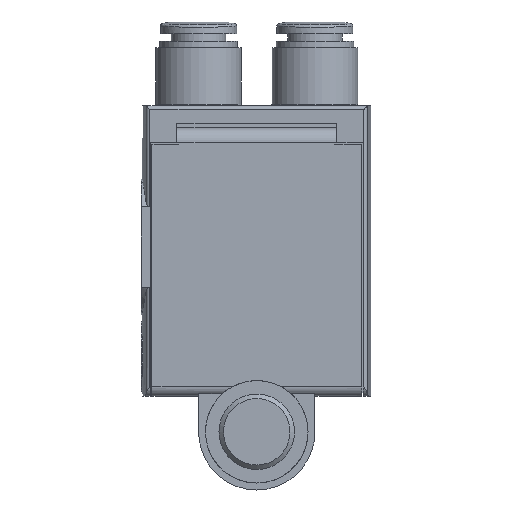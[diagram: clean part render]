
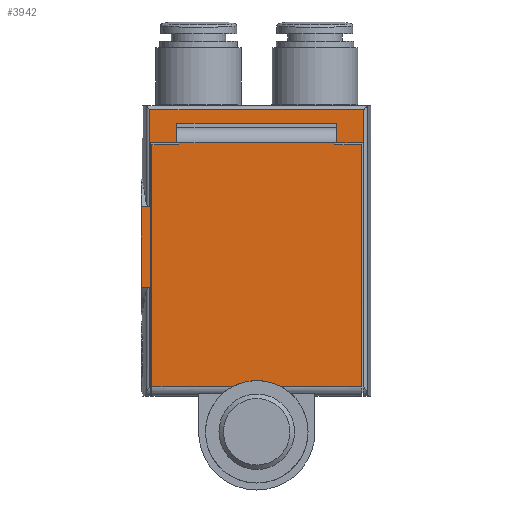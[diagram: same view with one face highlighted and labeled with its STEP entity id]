
A CAD part, front view. The second image highlights one B-rep face of the part: STEP entity #3942.
In plain terms, the highlighted planar face has unit normal (0, -1, 0).
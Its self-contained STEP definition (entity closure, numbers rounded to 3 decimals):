
#45=PLANE('',#4148);
#223=LINE('',#5251,#467);
#224=LINE('',#5259,#468);
#237=LINE('',#5310,#481);
#239=LINE('',#5324,#483);
#241=LINE('',#5342,#485);
#242=LINE('',#5344,#486);
#243=LINE('',#5346,#487);
#244=LINE('',#5348,#488);
#245=LINE('',#5350,#489);
#246=LINE('',#5351,#490);
#247=LINE('',#5353,#491);
#248=LINE('',#5355,#492);
#249=LINE('',#5357,#493);
#250=LINE('',#5359,#494);
#251=LINE('',#5361,#495);
#252=LINE('',#5363,#496);
#253=LINE('',#5364,#497);
#254=LINE('',#5366,#498);
#255=LINE('',#5368,#499);
#256=LINE('',#5370,#500);
#257=LINE('',#5372,#501);
#258=LINE('',#5373,#502);
#259=LINE('',#5376,#503);
#260=LINE('',#5378,#504);
#261=LINE('',#5380,#505);
#467=VECTOR('',#4441,1000.);
#468=VECTOR('',#4444,1000.);
#481=VECTOR('',#4481,1000.);
#483=VECTOR('',#4485,1000.);
#485=VECTOR('',#4493,1000.);
#486=VECTOR('',#4494,1000.);
#487=VECTOR('',#4495,1000.);
#488=VECTOR('',#4496,1000.);
#489=VECTOR('',#4497,1000.);
#490=VECTOR('',#4498,1000.);
#491=VECTOR('',#4499,1000.);
#492=VECTOR('',#4500,1000.);
#493=VECTOR('',#4501,1000.);
#494=VECTOR('',#4502,1000.);
#495=VECTOR('',#4503,1000.);
#496=VECTOR('',#4504,1000.);
#497=VECTOR('',#4505,1000.);
#498=VECTOR('',#4506,1000.);
#499=VECTOR('',#4507,1000.);
#500=VECTOR('',#4508,1000.);
#501=VECTOR('',#4509,1000.);
#502=VECTOR('',#4510,1000.);
#503=VECTOR('',#4511,1000.);
#504=VECTOR('',#4512,1000.);
#505=VECTOR('',#4513,1000.);
#774=ORIENTED_EDGE('',*,*,#1576,.F.);
#775=ORIENTED_EDGE('',*,*,#1543,.F.);
#776=ORIENTED_EDGE('',*,*,#1577,.F.);
#777=ORIENTED_EDGE('',*,*,#1578,.T.);
#778=ORIENTED_EDGE('',*,*,#1579,.T.);
#779=ORIENTED_EDGE('',*,*,#1580,.T.);
#780=ORIENTED_EDGE('',*,*,#1581,.T.);
#781=ORIENTED_EDGE('',*,*,#1571,.F.);
#782=ORIENTED_EDGE('',*,*,#1582,.F.);
#783=ORIENTED_EDGE('',*,*,#1583,.T.);
#784=ORIENTED_EDGE('',*,*,#1584,.T.);
#785=ORIENTED_EDGE('',*,*,#1585,.F.);
#786=ORIENTED_EDGE('',*,*,#1586,.T.);
#787=ORIENTED_EDGE('',*,*,#1587,.T.);
#788=ORIENTED_EDGE('',*,*,#1588,.T.);
#789=ORIENTED_EDGE('',*,*,#1567,.F.);
#790=ORIENTED_EDGE('',*,*,#1589,.F.);
#791=ORIENTED_EDGE('',*,*,#1590,.T.);
#792=ORIENTED_EDGE('',*,*,#1591,.T.);
#793=ORIENTED_EDGE('',*,*,#1592,.T.);
#794=ORIENTED_EDGE('',*,*,#1593,.T.);
#795=ORIENTED_EDGE('',*,*,#1545,.F.);
#796=ORIENTED_EDGE('',*,*,#1594,.F.);
#797=ORIENTED_EDGE('',*,*,#1595,.T.);
#798=ORIENTED_EDGE('',*,*,#1596,.T.);
#799=ORIENTED_EDGE('',*,*,#1597,.F.);
#1543=EDGE_CURVE('',#1946,#1942,#223,.T.);
#1545=EDGE_CURVE('',#1947,#1949,#224,.T.);
#1567=EDGE_CURVE('',#1965,#1967,#237,.T.);
#1571=EDGE_CURVE('',#1970,#1971,#239,.T.);
#1576=EDGE_CURVE('',#1942,#1947,#2205,.F.);
#1577=EDGE_CURVE('',#1975,#1946,#241,.T.);
#1578=EDGE_CURVE('',#1975,#1976,#242,.T.);
#1579=EDGE_CURVE('',#1976,#1977,#243,.T.);
#1580=EDGE_CURVE('',#1977,#1978,#244,.T.);
#1581=EDGE_CURVE('',#1978,#1971,#245,.T.);
#1582=EDGE_CURVE('',#1979,#1970,#246,.T.);
#1583=EDGE_CURVE('',#1979,#1980,#247,.T.);
#1584=EDGE_CURVE('',#1980,#1981,#248,.T.);
#1585=EDGE_CURVE('',#1982,#1981,#249,.T.);
#1586=EDGE_CURVE('',#1982,#1983,#250,.T.);
#1587=EDGE_CURVE('',#1983,#1984,#251,.T.);
#1588=EDGE_CURVE('',#1984,#1967,#252,.T.);
#1589=EDGE_CURVE('',#1985,#1965,#253,.T.);
#1590=EDGE_CURVE('',#1985,#1986,#254,.T.);
#1591=EDGE_CURVE('',#1986,#1987,#255,.T.);
#1592=EDGE_CURVE('',#1987,#1988,#256,.T.);
#1593=EDGE_CURVE('',#1988,#1949,#257,.T.);
#1594=EDGE_CURVE('',#1989,#1990,#258,.T.);
#1595=EDGE_CURVE('',#1989,#1991,#259,.T.);
#1596=EDGE_CURVE('',#1991,#1992,#260,.T.);
#1597=EDGE_CURVE('',#1990,#1992,#261,.T.);
#1942=VERTEX_POINT('',#5242);
#1946=VERTEX_POINT('',#5250);
#1947=VERTEX_POINT('',#5257);
#1949=VERTEX_POINT('',#5260);
#1965=VERTEX_POINT('',#5308);
#1967=VERTEX_POINT('',#5311);
#1970=VERTEX_POINT('',#5325);
#1971=VERTEX_POINT('',#5326);
#1975=VERTEX_POINT('',#5343);
#1976=VERTEX_POINT('',#5345);
#1977=VERTEX_POINT('',#5347);
#1978=VERTEX_POINT('',#5349);
#1979=VERTEX_POINT('',#5352);
#1980=VERTEX_POINT('',#5354);
#1981=VERTEX_POINT('',#5356);
#1982=VERTEX_POINT('',#5358);
#1983=VERTEX_POINT('',#5360);
#1984=VERTEX_POINT('',#5362);
#1985=VERTEX_POINT('',#5365);
#1986=VERTEX_POINT('',#5367);
#1987=VERTEX_POINT('',#5369);
#1988=VERTEX_POINT('',#5371);
#1989=VERTEX_POINT('',#5374);
#1990=VERTEX_POINT('',#5375);
#1991=VERTEX_POINT('',#5377);
#1992=VERTEX_POINT('',#5379);
#2205=CIRCLE('',#4149,6.605);
#2289=EDGE_LOOP('',(#774,#775,#776,#777,#778,#779,#780,#781,#782,#783,#784,
#785,#786,#787,#788,#789,#790,#791,#792,#793,#794,#795));
#2290=EDGE_LOOP('',(#796,#797,#798,#799));
#2498=FACE_BOUND('',#2289,.T.);
#2499=FACE_BOUND('',#2290,.T.);
#3942=ADVANCED_FACE('',(#2498,#2499),#45,.F.);
#4148=AXIS2_PLACEMENT_3D('',#5340,#4489,#4490);
#4149=AXIS2_PLACEMENT_3D('',#5341,#4491,#4492);
#4441=DIRECTION('',(-1.,0.,0.));
#4444=DIRECTION('',(-1.,0.,0.));
#4481=DIRECTION('',(-1.,0.,0.));
#4485=DIRECTION('',(-1.,0.,0.));
#4489=DIRECTION('',(0.,1.,0.));
#4490=DIRECTION('',(0.,0.,1.));
#4491=DIRECTION('',(0.,1.,0.));
#4492=DIRECTION('',(0.,0.,1.));
#4493=DIRECTION('',(0.,0.,-1.));
#4494=DIRECTION('',(-1.,0.,0.));
#4495=DIRECTION('',(0.,0.,1.));
#4496=DIRECTION('',(1.,0.,0.));
#4497=DIRECTION('',(0.,0.,-1.));
#4498=DIRECTION('',(0.,0.,-1.));
#4499=DIRECTION('',(-1.,0.,0.));
#4500=DIRECTION('',(0.,0.,-1.));
#4501=DIRECTION('',(1.,0.,0.));
#4502=DIRECTION('',(0.,0.,-1.));
#4503=DIRECTION('',(1.,0.,0.));
#4504=DIRECTION('',(0.,0.,-1.));
#4505=DIRECTION('',(0.,0.,-1.));
#4506=DIRECTION('',(1.,0.,0.));
#4507=DIRECTION('',(0.,0.,-1.));
#4508=DIRECTION('',(-1.,0.,0.));
#4509=DIRECTION('',(0.,0.,-1.));
#4510=DIRECTION('',(-1.,0.,0.));
#4511=DIRECTION('',(0.,0.,-1.));
#4512=DIRECTION('',(-1.,0.,0.));
#4513=DIRECTION('',(0.,0.,-1.));
#5242=CARTESIAN_POINT('',(3.16,-7.05,1.2));
#5250=CARTESIAN_POINT('',(13.5,-7.05,1.2));
#5251=CARTESIAN_POINT('',(14.9,-7.05,1.2));
#5257=CARTESIAN_POINT('',(-3.16,-7.05,1.2));
#5259=CARTESIAN_POINT('',(14.9,-7.05,1.2));
#5260=CARTESIAN_POINT('',(-13.5,-7.05,1.2));
#5308=CARTESIAN_POINT('',(-13.732,-7.05,1.2));
#5310=CARTESIAN_POINT('',(14.9,-7.05,1.2));
#5311=CARTESIAN_POINT('',(-13.765,-7.05,1.2));
#5324=CARTESIAN_POINT('',(14.9,-7.05,1.2));
#5325=CARTESIAN_POINT('',(13.765,-7.05,1.2));
#5326=CARTESIAN_POINT('',(13.732,-7.05,1.2));
#5340=CARTESIAN_POINT('',(-13.765,-7.05,37.4));
#5341=CARTESIAN_POINT('',(0.,-7.05,-4.6));
#5342=CARTESIAN_POINT('',(13.5,-7.05,37.4));
#5343=CARTESIAN_POINT('',(13.5,-7.05,32.4));
#5344=CARTESIAN_POINT('',(13.5,-7.05,32.4));
#5345=CARTESIAN_POINT('',(10.052,-7.05,32.4));
#5346=CARTESIAN_POINT('',(10.052,-7.05,32.4));
#5347=CARTESIAN_POINT('',(10.052,-7.05,32.632));
#5348=CARTESIAN_POINT('',(10.052,-7.05,32.632));
#5349=CARTESIAN_POINT('',(13.732,-7.05,32.632));
#5350=CARTESIAN_POINT('',(13.732,-7.05,32.632));
#5351=CARTESIAN_POINT('',(13.765,-7.05,37.4));
#5352=CARTESIAN_POINT('',(13.765,-7.05,36.9));
#5353=CARTESIAN_POINT('',(14.9,-7.05,36.9));
#5354=CARTESIAN_POINT('',(-13.765,-7.05,36.9));
#5355=CARTESIAN_POINT('',(-13.765,-7.05,37.4));
#5356=CARTESIAN_POINT('',(-13.765,-7.05,24.385));
#5357=CARTESIAN_POINT('',(-14.9,-7.05,24.385));
#5358=CARTESIAN_POINT('',(-14.9,-7.05,24.385));
#5359=CARTESIAN_POINT('',(-14.9,-7.05,24.385));
#5360=CARTESIAN_POINT('',(-14.9,-7.05,14.02));
#5361=CARTESIAN_POINT('',(-14.9,-7.05,14.02));
#5362=CARTESIAN_POINT('',(-13.765,-7.05,14.02));
#5363=CARTESIAN_POINT('',(-13.765,-7.05,37.4));
#5364=CARTESIAN_POINT('',(-13.732,-7.05,37.4));
#5365=CARTESIAN_POINT('',(-13.732,-7.05,32.632));
#5366=CARTESIAN_POINT('',(-13.732,-7.05,32.632));
#5367=CARTESIAN_POINT('',(-10.052,-7.05,32.632));
#5368=CARTESIAN_POINT('',(-10.052,-7.05,32.632));
#5369=CARTESIAN_POINT('',(-10.052,-7.05,32.4));
#5370=CARTESIAN_POINT('',(-10.052,-7.05,32.4));
#5371=CARTESIAN_POINT('',(-13.5,-7.05,32.4));
#5372=CARTESIAN_POINT('',(-13.5,-7.05,32.4));
#5373=CARTESIAN_POINT('',(10.284,-7.05,35.15));
#5374=CARTESIAN_POINT('',(10.284,-7.05,35.15));
#5375=CARTESIAN_POINT('',(-10.284,-7.05,35.15));
#5376=CARTESIAN_POINT('',(10.284,-7.05,37.4));
#5377=CARTESIAN_POINT('',(10.284,-7.05,32.65));
#5378=CARTESIAN_POINT('',(10.284,-7.05,32.65));
#5379=CARTESIAN_POINT('',(-10.284,-7.05,32.65));
#5380=CARTESIAN_POINT('',(-10.284,-7.05,37.4));
